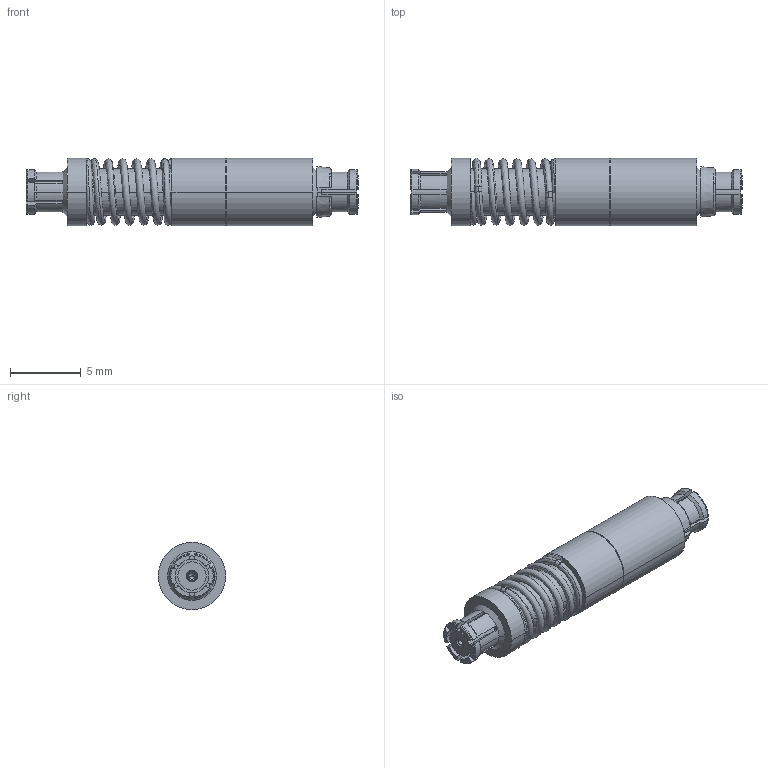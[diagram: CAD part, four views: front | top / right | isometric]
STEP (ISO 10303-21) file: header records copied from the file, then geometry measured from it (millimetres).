
FILE_DESCRIPTION (( 'STEP AP214' ), '1' );
FILE_NAME ('FMAD1742_3D.step', '2024-03-11T15:55:39', ( '' ), ( '' ), 'SwSTEP 2.0', 'SolidWorks 2022', '' );
FILE_SCHEMA (( 'AUTOMOTIVE_DESIGN' ));
Length unit declared in the file: inch
Products named in the file (6): 123-SA6V0N-NS（SMP-KVK）_stp^FMAD1742; 123-SA6V0N-NS（SMP-KVK）_stp-0^FMAD1742; FMAD1742_3D; 123-SA6V0N-NS（SMP-KVK）_stp-1^FMAD1742; 123-SA6V0N-NS（SMP-KVK）_stp-2^FMAD1742; 123-SA6V0N-NS（SMP-KVK）_stp-3^FMAD1742
Assembly tree (5 placements, depth 2):
  FMAD1742_3D
    123-SA6V0N-NS（SMP-KVK）_stp^FMAD1742
    123-SA6V0N-NS（SMP-KVK）_stp-0^FMAD1742
    123-SA6V0N-NS（SMP-KVK）_stp-1^FMAD1742
    123-SA6V0N-NS（SMP-KVK）_stp-2^FMAD1742
    123-SA6V0N-NS（SMP-KVK）_stp-3^FMAD1742
Bounding box: 23.5 x 4.75 x 4.75 mm (x, y, z)
Volume: 303.6 mm3; surface area: 627.7 mm2
Topology: 5 solids, 5 shells, 184 faces, 481 edges, 313 vertices
Faces by surface type: plane 72, cylinder 50, cone 44, torus 12, bspline 6
Entity records: 9616 total; most frequent: CARTESIAN_POINT 4665, ORIENTED_EDGE 954, DIRECTION 935, EDGE_CURVE 477, AXIS2_PLACEMENT_3D 372, VERTEX_POINT 313, EDGE_LOOP 194, VECTOR 191
